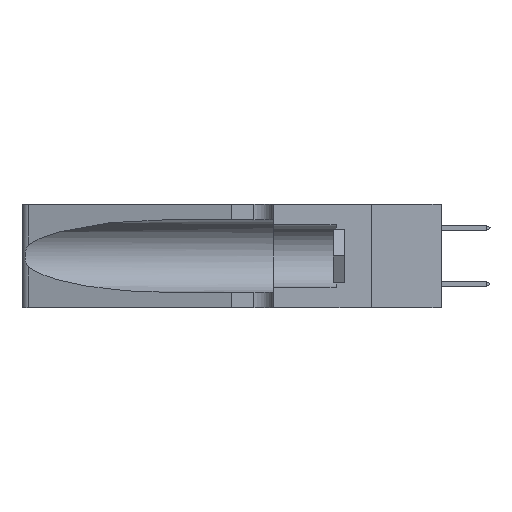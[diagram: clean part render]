
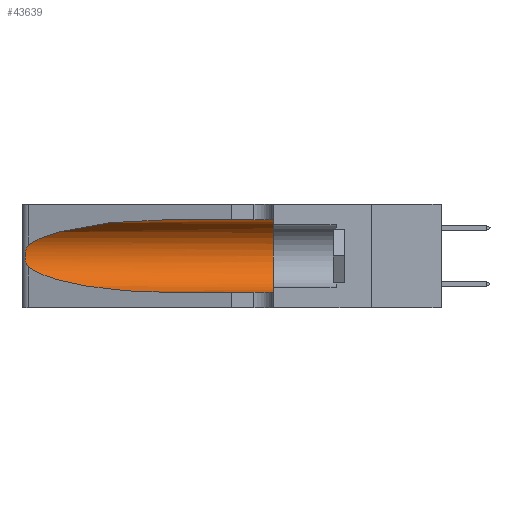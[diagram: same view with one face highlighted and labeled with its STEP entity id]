
A CAD part, left-side view. The second image highlights one B-rep face of the part: STEP entity #43639.
In plain terms, the highlighted cylindrical face has radius 3.308 mm (diameter 6.617 mm), a partial arc.
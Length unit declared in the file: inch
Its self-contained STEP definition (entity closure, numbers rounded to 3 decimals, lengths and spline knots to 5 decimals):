
#632 = ORIENTED_EDGE ( 'NONE', *, *, #2572, .T. ) ;
#1493 = CARTESIAN_POINT ( 'NONE',  ( 0.25487, 1.22718, 0.22369 ) ) ;
#2572 = EDGE_CURVE ( 'NONE', #27756, #36521, #5114, .T. ) ;
#2759 = CARTESIAN_POINT ( 'NONE',  ( 0.25854, 1.2359, 0.20912 ) ) ;
#4690 = ORIENTED_EDGE ( 'NONE', *, *, #31696, .T. ) ;
#5114 = B_SPLINE_CURVE_WITH_KNOTS ( 'NONE', 3,
 ( #45291, #27375, #23993, #42055, #2759, #45586, #45443, #6119, #31063, #34296, #30759, #37830, #13505, #41595 ),
 .UNSPECIFIED., .F., .F.,
 ( 4, 2, 2, 2, 2, 2, 4 ),
 ( 0., 0.00027, 0.00053, 0.00107, 0.0016, 0.00187, 0.00214 ),
 .UNSPECIFIED. ) ;
#5150 = CARTESIAN_POINT ( 'NONE',  ( 0.1305, 0.35, 0.31525 ) ) ;
#6119 = CARTESIAN_POINT ( 'NONE',  ( 0.26075, 1.23896, 0.178 ) ) ;
#6508 = EDGE_CURVE ( 'NONE', #11630, #24200, #20947, .T. ) ;
#6518 =( BOUNDED_CURVE ( )  B_SPLINE_CURVE ( 3, ( #24766, #14413, #35370, #14269 ),
 .UNSPECIFIED., .F., .F. ) 
 B_SPLINE_CURVE_WITH_KNOTS ( ( 4, 4 ),
 ( 3.44316, 4.71239 ),
 .UNSPECIFIED. ) 
 CURVE ( )  GEOMETRIC_REPRESENTATION_ITEM ( )  RATIONAL_B_SPLINE_CURVE ( ( 1., 0.87, 0.87, 1. ) ) 
 REPRESENTATION_ITEM ( '' )  );
#7504 = CARTESIAN_POINT ( 'NONE',  ( 0.1305, 1.61858, 0.31525 ) ) ;
#8165 = CARTESIAN_POINT ( 'NONE',  ( 0.2373, 1.15595, 0.28018 ) ) ;
#11083 = EDGE_LOOP ( 'NONE', ( #25464, #632, #4690, #38365, #42269, #32937 ) ) ;
#11630 = VERTEX_POINT ( 'NONE', #25122 ) ;
#11701 = CARTESIAN_POINT ( 'NONE',  ( 0.18966, 0.96281, 0.31525 ) ) ;
#12903 = CARTESIAN_POINT ( 'NONE',  ( 0.1305, 0.35, 0.05475 ) ) ;
#13505 = CARTESIAN_POINT ( 'NONE',  ( 0.25555, 1.22993, 0.14849 ) ) ;
#14269 = CARTESIAN_POINT ( 'NONE',  ( 0.1305, 0.72297, 0.05475 ) ) ;
#14413 = CARTESIAN_POINT ( 'NONE',  ( 0.2373, 1.15595, 0.08982 ) ) ;
#14589 = CARTESIAN_POINT ( 'NONE',  ( 0.25487, 1.22718, 0.14631 ) ) ;
#18374 = CARTESIAN_POINT ( 'NONE',  ( 0.1305, 0.72297, 0.05475 ) ) ;
#19076 = CARTESIAN_POINT ( 'NONE',  ( 0.25487, 1.22718, 0.22369 ) ) ;
#20317 = CARTESIAN_POINT ( 'NONE',  ( 0.1305, 1.61858, 0.185 ) ) ;
#20947 = LINE ( 'NONE', #7504, #22078 ) ;
#21711 = AXIS2_PLACEMENT_3D ( 'NONE', #22951, #30165, #40514 ) ;
#22078 = VECTOR ( 'NONE', #38932, 39.37008 ) ;
#22951 = CARTESIAN_POINT ( 'NONE',  ( 0.1305, 0.35, 0.185 ) ) ;
#23546 = VERTEX_POINT ( 'NONE', #18374 ) ;
#23993 = CARTESIAN_POINT ( 'NONE',  ( 0.25639, 1.23184, 0.21858 ) ) ;
#24200 = VERTEX_POINT ( 'NONE', #5150 ) ;
#24766 = CARTESIAN_POINT ( 'NONE',  ( 0.25487, 1.22718, 0.14631 ) ) ;
#25122 = CARTESIAN_POINT ( 'NONE',  ( 0.1305, 0.72297, 0.31525 ) ) ;
#25464 = ORIENTED_EDGE ( 'NONE', *, *, #39530, .T. ) ;
#25945 = VECTOR ( 'NONE', #32955, 39.37008 ) ;
#26281 =( BOUNDED_CURVE ( )  B_SPLINE_CURVE ( 3, ( #39736, #11701, #8165, #19076 ),
 .UNSPECIFIED., .F., .F. ) 
 B_SPLINE_CURVE_WITH_KNOTS ( ( 4, 4 ),
 ( 1.5708, 2.84003 ),
 .UNSPECIFIED. ) 
 CURVE ( )  GEOMETRIC_REPRESENTATION_ITEM ( )  RATIONAL_B_SPLINE_CURVE ( ( 1., 0.87, 0.87, 1. ) ) 
 REPRESENTATION_ITEM ( '' )  );
#27375 = CARTESIAN_POINT ( 'NONE',  ( 0.25555, 1.22994, 0.2215 ) ) ;
#27756 = VERTEX_POINT ( 'NONE', #1493 ) ;
#28043 = DIRECTION ( 'NONE',  ( 0., -1., 0. ) ) ;
#29411 = CARTESIAN_POINT ( 'NONE',  ( 0.1305, 1.61858, 0.05475 ) ) ;
#30165 = DIRECTION ( 'NONE',  ( 0., 1., 0. ) ) ;
#30759 = CARTESIAN_POINT ( 'NONE',  ( 0.25789, 1.23486, 0.15765 ) ) ;
#31063 = CARTESIAN_POINT ( 'NONE',  ( 0.26017, 1.23833, 0.17102 ) ) ;
#31265 = EDGE_CURVE ( 'NONE', #23546, #31303, #32575, .T. ) ;
#31303 = VERTEX_POINT ( 'NONE', #12903 ) ;
#31696 = EDGE_CURVE ( 'NONE', #36521, #23546, #6518, .T. ) ;
#32575 = LINE ( 'NONE', #29411, #25945 ) ;
#32927 = AXIS2_PLACEMENT_3D ( 'NONE', #20317, #28043, #38496 ) ;
#32937 = ORIENTED_EDGE ( 'NONE', *, *, #6508, .F. ) ;
#32955 = DIRECTION ( 'NONE',  ( 0., -1., 0. ) ) ;
#33185 = EDGE_CURVE ( 'NONE', #24200, #31303, #41252, .T. ) ;
#34296 = CARTESIAN_POINT ( 'NONE',  ( 0.25856, 1.23593, 0.16098 ) ) ;
#35370 = CARTESIAN_POINT ( 'NONE',  ( 0.18966, 0.96281, 0.05475 ) ) ;
#36521 = VERTEX_POINT ( 'NONE', #14589 ) ;
#36901 = FACE_OUTER_BOUND ( 'NONE', #11083, .T. ) ;
#37830 = CARTESIAN_POINT ( 'NONE',  ( 0.25639, 1.23186, 0.15144 ) ) ;
#38365 = ORIENTED_EDGE ( 'NONE', *, *, #31265, .T. ) ;
#38496 = DIRECTION ( 'NONE',  ( 0., 0., -1. ) ) ;
#38932 = DIRECTION ( 'NONE',  ( 0., -1., 0. ) ) ;
#39530 = EDGE_CURVE ( 'NONE', #11630, #27756, #26281, .T. ) ;
#39736 = CARTESIAN_POINT ( 'NONE',  ( 0.1305, 0.72297, 0.31525 ) ) ;
#40514 = DIRECTION ( 'NONE',  ( 0., 0., 1. ) ) ;
#41252 = CIRCLE ( 'NONE', #21711, 0.13025 ) ;
#41373 = CYLINDRICAL_SURFACE ( 'NONE', #32927, 0.13025 ) ;
#41595 = CARTESIAN_POINT ( 'NONE',  ( 0.25487, 1.22718, 0.14631 ) ) ;
#42055 = CARTESIAN_POINT ( 'NONE',  ( 0.25787, 1.23484, 0.2124 ) ) ;
#42269 = ORIENTED_EDGE ( 'NONE', *, *, #33185, .F. ) ;
#43639 = ADVANCED_FACE ( 'NONE', ( #36901 ), #41373, .F. ) ;
#45291 = CARTESIAN_POINT ( 'NONE',  ( 0.25487, 1.22718, 0.22369 ) ) ;
#45443 = CARTESIAN_POINT ( 'NONE',  ( 0.26075, 1.23896, 0.19203 ) ) ;
#45586 = CARTESIAN_POINT ( 'NONE',  ( 0.26018, 1.23835, 0.19895 ) ) ;
